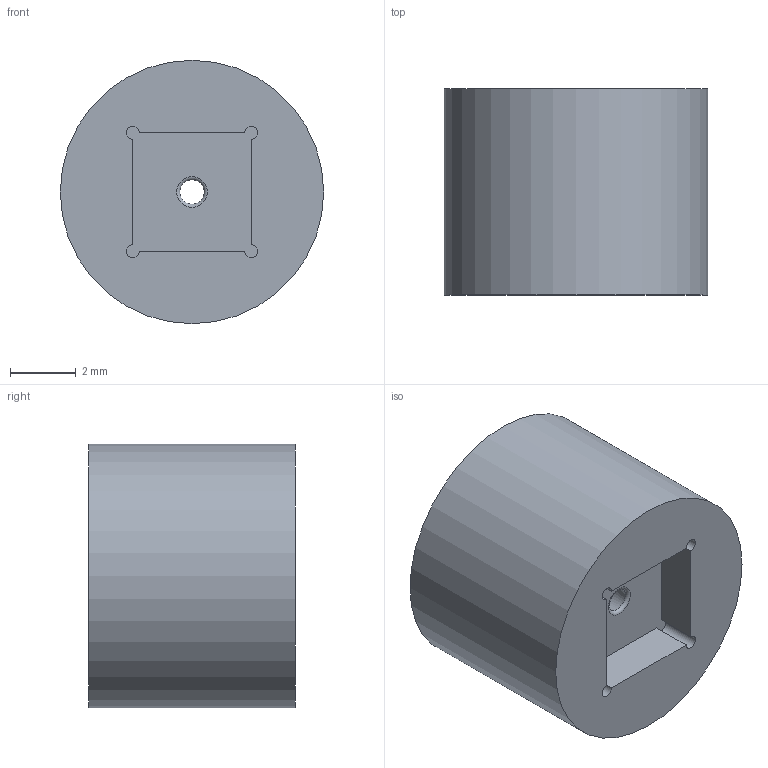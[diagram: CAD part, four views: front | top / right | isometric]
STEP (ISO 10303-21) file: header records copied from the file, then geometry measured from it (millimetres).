
FILE_DESCRIPTION(/* description */ (''),/* implementation_level */ '2;1');
FILE_NAME(/* name */ 'Acoustic Horn 30deg V1.stp',/* time_stamp */ '2025-06-27T15:24:01+02:00',/* author */ ('STW'),/* organization */ (''),/* preprocessor_version */ 'ST-DEVELOPER v20.1',/* originating_system */ 'Autodesk Inventor 2026',/* authorisation */ '');
FILE_SCHEMA (('AUTOMOTIVE_DESIGN { 1 0 10303 214 3 1 1 }'));
Length unit declared in the file: millimetre
Products named in the file (1): Acoustic Horn 30deg V1
Bounding box: 8 x 6.26 x 8 mm (x, y, z)
Volume: 269.4 mm3; surface area: 301.1 mm2
Topology: 1 solids, 1 shells, 14 faces, 33 edges, 23 vertices
Faces by surface type: plane 7, cylinder 5, torus 2
Full cylindrical faces by diameter (mm): 8 x1
Entity records: 474 total; most frequent: DIRECTION 79, CARTESIAN_POINT 70, ORIENTED_EDGE 64, EDGE_CURVE 32, AXIS2_PLACEMENT_3D 31, VERTEX_POINT 21, LINE 17, VECTOR 17
